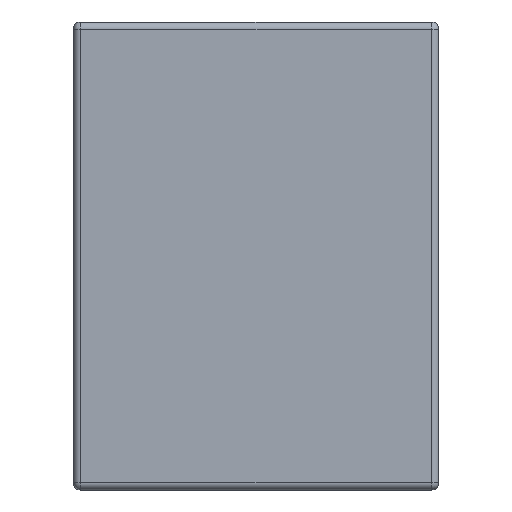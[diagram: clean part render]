
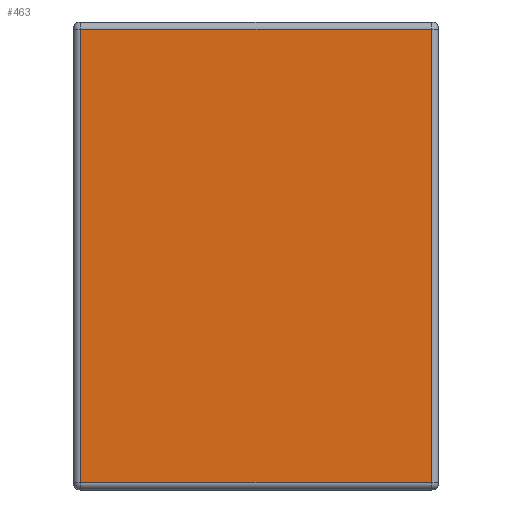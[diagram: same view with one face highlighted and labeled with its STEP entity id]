
A CAD part, left-side view. The second image highlights one B-rep face of the part: STEP entity #463.
In plain terms, the highlighted planar face has unit normal (-1, 0, 0).
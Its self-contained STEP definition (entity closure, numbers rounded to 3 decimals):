
#73 = VERTEX_POINT ( 'NONE', #137 ) ;
#77 = LINE ( 'NONE', #1116, #567 ) ;
#131 = VECTOR ( 'NONE', #652, 1000. ) ;
#136 = LINE ( 'NONE', #307, #131 ) ;
#137 = CARTESIAN_POINT ( 'NONE',  ( -1.6, 0.025, 0.775 ) ) ;
#197 = CARTESIAN_POINT ( 'NONE',  ( -1.6, 1.225, 0.775 ) ) ;
#226 = DIRECTION ( 'NONE',  ( 0., 0., -1. ) ) ;
#247 = DIRECTION ( 'NONE',  ( 0., 0., 1. ) ) ;
#301 = VERTEX_POINT ( 'NONE', #1083 ) ;
#307 = CARTESIAN_POINT ( 'NONE',  ( -1.6, 1.25, -0.775 ) ) ;
#310 = LINE ( 'NONE', #830, #859 ) ;
#457 = EDGE_CURVE ( 'NONE', #998, #301, #658, .T. ) ;
#463 = ADVANCED_FACE ( 'NONE', ( #1011 ), #646, .F. ) ;
#483 = ORIENTED_EDGE ( 'NONE', *, *, #1092, .T. ) ;
#562 = VECTOR ( 'NONE', #226, 1000. ) ;
#567 = VECTOR ( 'NONE', #673, 1000. ) ;
#578 = EDGE_CURVE ( 'NONE', #301, #657, #136, .T. ) ;
#581 = CARTESIAN_POINT ( 'NONE',  ( -1.6, 1.25, 0.8 ) ) ;
#614 = AXIS2_PLACEMENT_3D ( 'NONE', #581, #927, #907 ) ;
#646 = PLANE ( 'NONE',  #614 ) ;
#652 = DIRECTION ( 'NONE',  ( 0., -1., 0. ) ) ;
#657 = VERTEX_POINT ( 'NONE', #684 ) ;
#658 = LINE ( 'NONE', #741, #562 ) ;
#673 = DIRECTION ( 'NONE',  ( 0., 1., 0. ) ) ;
#684 = CARTESIAN_POINT ( 'NONE',  ( -1.6, 0.025, -0.775 ) ) ;
#726 = ORIENTED_EDGE ( 'NONE', *, *, #457, .T. ) ;
#741 = CARTESIAN_POINT ( 'NONE',  ( -1.6, 1.225, 0.8 ) ) ;
#830 = CARTESIAN_POINT ( 'NONE',  ( -1.6, 0.025, 0.8 ) ) ;
#859 = VECTOR ( 'NONE', #247, 1000. ) ;
#879 = ORIENTED_EDGE ( 'NONE', *, *, #578, .T. ) ;
#907 = DIRECTION ( 'NONE',  ( 0., 0., -1. ) ) ;
#927 = DIRECTION ( 'NONE',  ( 1., 0., 0. ) ) ;
#985 = ORIENTED_EDGE ( 'NONE', *, *, #1132, .T. ) ;
#996 = EDGE_LOOP ( 'NONE', ( #726, #879, #985, #483 ) ) ;
#998 = VERTEX_POINT ( 'NONE', #197 ) ;
#1011 = FACE_OUTER_BOUND ( 'NONE', #996, .T. ) ;
#1083 = CARTESIAN_POINT ( 'NONE',  ( -1.6, 1.225, -0.775 ) ) ;
#1092 = EDGE_CURVE ( 'NONE', #73, #998, #77, .T. ) ;
#1116 = CARTESIAN_POINT ( 'NONE',  ( -1.6, 1.25, 0.775 ) ) ;
#1132 = EDGE_CURVE ( 'NONE', #657, #73, #310, .T. ) ;
